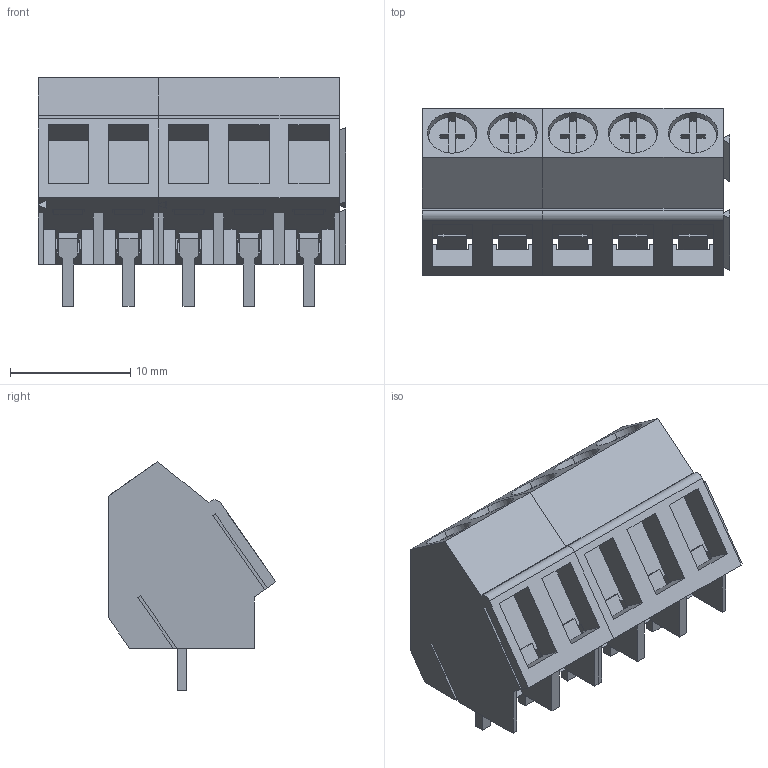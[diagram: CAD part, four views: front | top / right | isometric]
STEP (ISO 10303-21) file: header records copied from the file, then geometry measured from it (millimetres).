
FILE_DESCRIPTION(('CATIA V5 STEP Exchange','CAx-IF Rec.Pracs.--- Model Styling and Organization---1.2---2011-12-15'),'2;1');
FILE_NAME ('D1457418_0_1845400000_1845400000.stp','2018-03-31T07:07:06+00:00',('none'),('Weidmueller'),'CATIA Version 5-6 Release 2014','CATIA V5 STEP AP214','none');
FILE_SCHEMA(('AUTOMOTIVE_DESIGN { 1 0 10303 214 1 1 1 1 }'));
Length unit declared in the file: millimetre
Products named in the file (1): 1845400000
Bounding box: 25.55 x 13.9 x 19 mm (x, y, z)
Volume: 2891.1 mm3; surface area: 3663.5 mm2
Topology: 12 solids, 12 shells, 436 faces, 1201 edges, 794 vertices
Faces by surface type: plane 404, cylinder 32
Entity records: 13381 total; most frequent: ORIENTED_EDGE 2402, CARTESIAN_POINT 2382, DIRECTION 1849, EDGE_CURVE 1201, VECTOR 1117, LINE 1117, VERTEX_POINT 794, EDGE_LOOP 451
